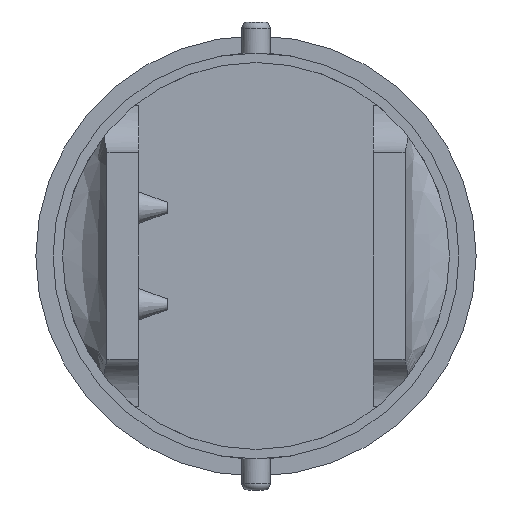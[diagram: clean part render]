
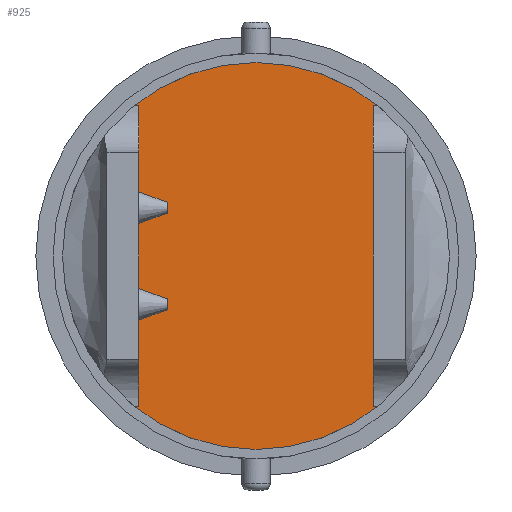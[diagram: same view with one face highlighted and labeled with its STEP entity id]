
A CAD part, front view. The second image highlights one B-rep face of the part: STEP entity #925.
In plain terms, the highlighted planar face has unit normal (0, -1, 0).
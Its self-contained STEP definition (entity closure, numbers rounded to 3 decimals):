
#54=LINE('',#1458,#111);
#60=LINE('',#1528,#117);
#62=LINE('',#1542,#119);
#76=LINE('',#1743,#133);
#80=LINE('',#1767,#137);
#81=LINE('',#1789,#138);
#111=VECTOR('',#1121,10.);
#117=VECTOR('',#1157,10.);
#119=VECTOR('',#1163,10.);
#133=VECTOR('',#1215,10.);
#137=VECTOR('',#1231,10.);
#138=VECTOR('',#1236,10.);
#230=FACE_OUTER_BOUND('',#297,.T.);
#297=EDGE_LOOP('',(#745,#746,#747,#748,#749,#750,#751,#752));
#357=CIRCLE('',#1028,30.5);
#358=CIRCLE('',#1029,30.5);
#394=VERTEX_POINT('',#1456);
#395=VERTEX_POINT('',#1457);
#411=VERTEX_POINT('',#1502);
#413=VERTEX_POINT('',#1532);
#429=VERTEX_POINT('',#1741);
#430=VERTEX_POINT('',#1742);
#435=VERTEX_POINT('',#1757);
#439=VERTEX_POINT('',#1788);
#491=EDGE_CURVE('',#394,#395,#54,.T.);
#513=EDGE_CURVE('',#394,#411,#60,.T.);
#516=EDGE_CURVE('',#413,#395,#62,.T.);
#540=EDGE_CURVE('',#429,#430,#76,.T.);
#549=EDGE_CURVE('',#435,#430,#80,.T.);
#553=EDGE_CURVE('',#429,#439,#81,.T.);
#554=EDGE_CURVE('',#435,#411,#357,.T.);
#555=EDGE_CURVE('',#413,#439,#358,.T.);
#745=ORIENTED_EDGE('',*,*,#553,.F.);
#746=ORIENTED_EDGE('',*,*,#540,.T.);
#747=ORIENTED_EDGE('',*,*,#549,.F.);
#748=ORIENTED_EDGE('',*,*,#554,.T.);
#749=ORIENTED_EDGE('',*,*,#513,.F.);
#750=ORIENTED_EDGE('',*,*,#491,.T.);
#751=ORIENTED_EDGE('',*,*,#516,.F.);
#752=ORIENTED_EDGE('',*,*,#555,.T.);
#884=PLANE('',#1027);
#925=ADVANCED_FACE('',(#230),#884,.F.);
#1027=AXIS2_PLACEMENT_3D('',#1787,#1234,#1235);
#1028=AXIS2_PLACEMENT_3D('',#1790,#1237,#1238);
#1029=AXIS2_PLACEMENT_3D('',#1791,#1239,#1240);
#1121=DIRECTION('',(0.,0.,-1.));
#1157=DIRECTION('',(-1.,0.,0.));
#1163=DIRECTION('',(1.,0.,0.));
#1215=DIRECTION('',(0.,0.,1.));
#1231=DIRECTION('',(-1.,0.,0.));
#1234=DIRECTION('center_axis',(0.,1.,0.));
#1235=DIRECTION('ref_axis',(1.,0.,0.));
#1236=DIRECTION('',(1.,0.,0.));
#1237=DIRECTION('center_axis',(0.,-1.,0.));
#1238=DIRECTION('ref_axis',(1.,0.,0.));
#1239=DIRECTION('center_axis',(0.,-1.,0.));
#1240=DIRECTION('ref_axis',(1.,0.,0.));
#1456=CARTESIAN_POINT('',(-18.5,0.,23.75));
#1457=CARTESIAN_POINT('',(-18.5,0.,-23.75));
#1458=CARTESIAN_POINT('',(-18.5,0.,-8.125));
#1502=CARTESIAN_POINT('',(-19.136,0.,23.75));
#1528=CARTESIAN_POINT('',(-9.25,0.,23.75));
#1532=CARTESIAN_POINT('',(-19.136,0.,-23.75));
#1542=CARTESIAN_POINT('',(-11.75,0.,-23.75));
#1741=CARTESIAN_POINT('',(18.5,0.,-23.75));
#1742=CARTESIAN_POINT('',(18.5,0.,23.75));
#1743=CARTESIAN_POINT('',(18.5,0.,-8.125));
#1757=CARTESIAN_POINT('',(19.136,0.,23.75));
#1767=CARTESIAN_POINT('',(9.25,0.,23.75));
#1787=CARTESIAN_POINT('Origin',(0.,0.,0.));
#1788=CARTESIAN_POINT('',(19.136,0.,-23.75));
#1789=CARTESIAN_POINT('',(11.75,0.,-23.75));
#1790=CARTESIAN_POINT('Origin',(0.,0.,0.));
#1791=CARTESIAN_POINT('Origin',(0.,0.,0.));
